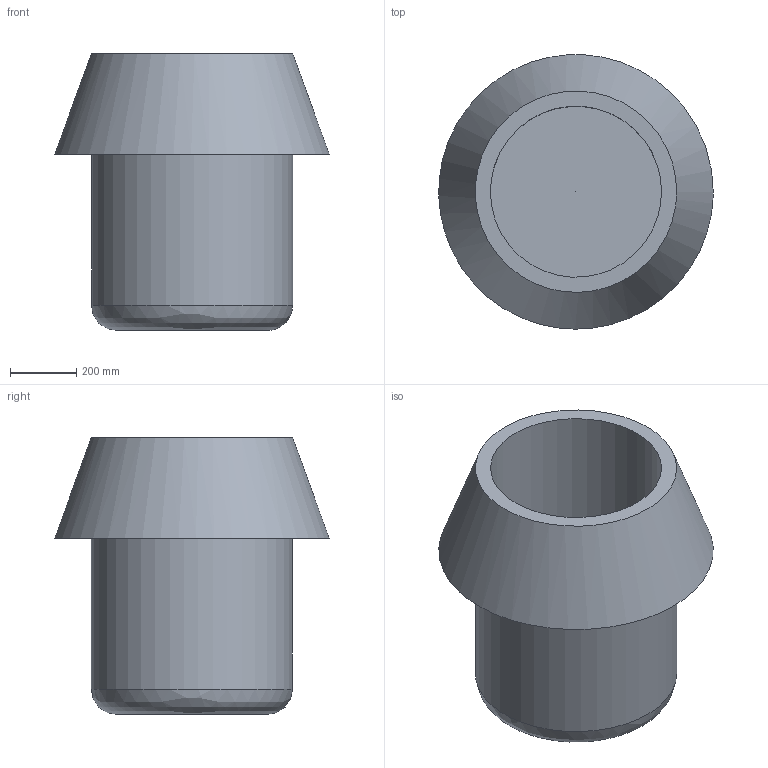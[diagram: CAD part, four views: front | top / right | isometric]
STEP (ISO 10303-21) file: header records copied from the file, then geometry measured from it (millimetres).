
FILE_DESCRIPTION((('zoo.dev export')), '2;1');
FILE_NAME('dump.step', '1970-01-01T00:00:00.0+00:00', ('Author unknown'), ('Organization unknown'), 'zoo.dev beta', 'zoo.dev', 'Authorization unknown');
FILE_SCHEMA(('AP203_CONFIGURATION_CONTROLLED_3D_DESIGN_OF_MECHANICAL_PARTS_AND_ASSEMBLIES_MIM_LF'));
Length unit declared in the file: metre
Products named in the file (1): UNIDENTIFIED_PRODUCT
Bounding box: 831.29 x 830.72 x 838.2 mm (x, y, z)
Volume: 186731590.9 mm3; surface area: 3246320.4 mm2
Topology: 1 solids, 1 shells, 9 faces, 18 edges, 9 vertices
Faces by surface type: bspline 5, plane 4
Entity records: 342 total; most frequent: CARTESIAN_POINT 204, ORIENTED_EDGE 36, EDGE_CURVE 18, DIRECTION 12, VERTEX_POINT 9, EDGE_LOOP 9, FACE_OUTER_BOUND 9, ADVANCED_FACE 9
